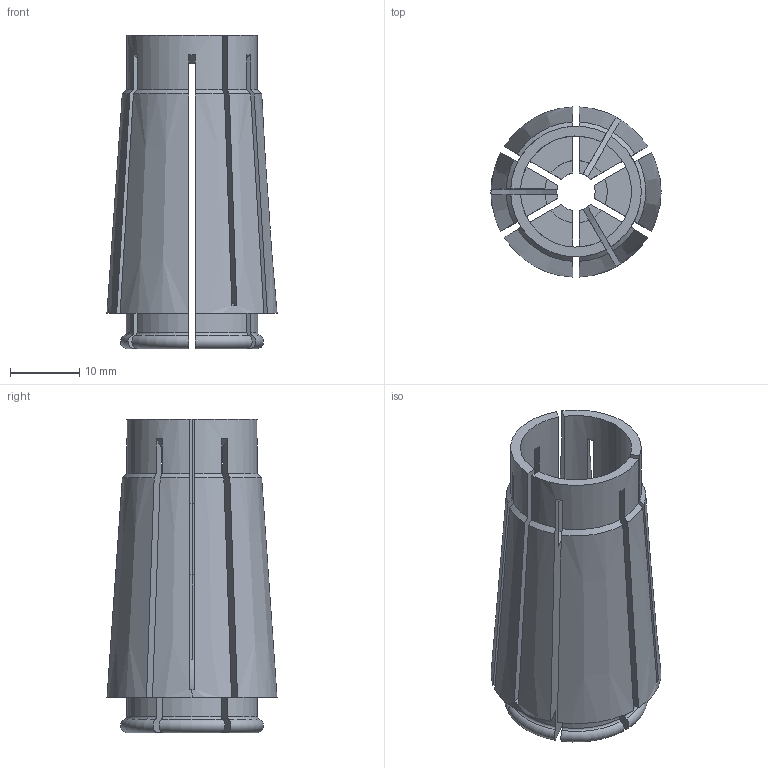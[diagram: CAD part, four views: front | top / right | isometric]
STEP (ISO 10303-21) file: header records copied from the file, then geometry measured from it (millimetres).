
FILE_DESCRIPTION (( 'STEP AP203' ), '1' );
FILE_NAME ('STP-251.790.16-05.5.STEP', '2019-12-16T06:14:02', ( '' ), ( '' ), 'SwSTEP 2.0', 'SolidWorks 2017', '' );
FILE_SCHEMA (( 'CONFIG_CONTROL_DESIGN' ));
Length unit declared in the file: millimetre
Products named in the file (1): STP-251.790.16-05.5
Bounding box: 24.5 x 24.48 x 45.1 mm (x, y, z)
Volume: 10458.4 mm3; surface area: 8870.9 mm2
Topology: 1 solids, 1 shells, 122 faces, 364 edges, 242 vertices
Faces by surface type: plane 51, cylinder 41, cone 16, torus 14
Entity records: 4475 total; most frequent: CARTESIAN_POINT 1140, ORIENTED_EDGE 728, DIRECTION 660, EDGE_CURVE 364, AXIS2_PLACEMENT_3D 252, VERTEX_POINT 242, LINE 156, VECTOR 156
